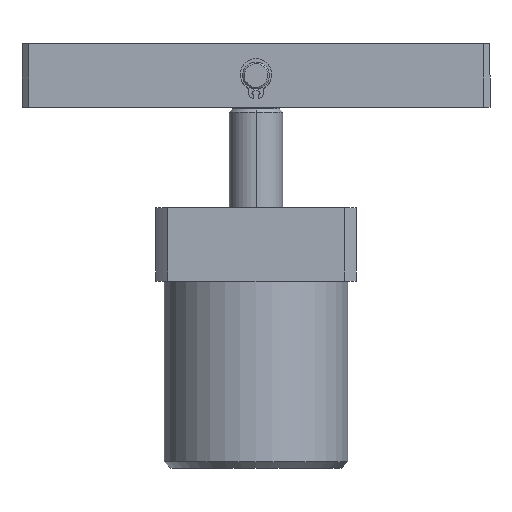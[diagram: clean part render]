
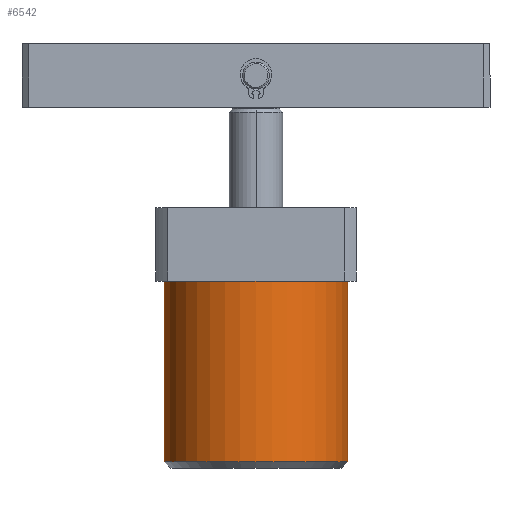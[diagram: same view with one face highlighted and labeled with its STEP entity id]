
A CAD part, front view. The second image highlights one B-rep face of the part: STEP entity #6542.
In plain terms, the highlighted cylindrical face has radius 27.5 mm (diameter 55 mm), a partial arc.
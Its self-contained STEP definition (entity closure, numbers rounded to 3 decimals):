
#167 = DIRECTION ( 'NONE',  ( 0., 0., -1. ) ) ;
#168 = CARTESIAN_POINT ( 'NONE',  ( 0., 0., 0. ) ) ;
#231 = CYLINDRICAL_SURFACE ( 'NONE', #4104, 27.5 ) ;
#239 = FACE_OUTER_BOUND ( 'NONE', #5087, .T. ) ;
#634 = VERTEX_POINT ( 'NONE', #846 ) ;
#846 = CARTESIAN_POINT ( 'NONE',  ( 27.5, 0., 0. ) ) ;
#942 = CARTESIAN_POINT ( 'NONE',  ( -27.5, 0., -56. ) ) ;
#951 = DIRECTION ( 'NONE',  ( 0., 0., 1. ) ) ;
#973 = DIRECTION ( 'NONE',  ( -1., 0., 0. ) ) ;
#974 = DIRECTION ( 'NONE',  ( 0., 0., 1. ) ) ;
#975 = CARTESIAN_POINT ( 'NONE',  ( 0., 0., -54. ) ) ;
#977 = CARTESIAN_POINT ( 'NONE',  ( 27.5, 0., -56. ) ) ;
#998 = DIRECTION ( 'NONE',  ( 0., 0., 1. ) ) ;
#1224 = CARTESIAN_POINT ( 'NONE',  ( 27.5, 0., -54. ) ) ;
#1227 = CARTESIAN_POINT ( 'NONE',  ( -27.5, 0., 0. ) ) ;
#1266 = CARTESIAN_POINT ( 'NONE',  ( -27.5, 0., -54. ) ) ;
#1326 = DIRECTION ( 'NONE',  ( 1., 0., 0. ) ) ;
#1329 = DIRECTION ( 'NONE',  ( 0., 0., 1. ) ) ;
#1330 = CARTESIAN_POINT ( 'NONE',  ( 0., 0., -56. ) ) ;
#1597 = CIRCLE ( 'NONE', #3977, 27.5 ) ;
#1681 = CIRCLE ( 'NONE', #3997, 27.5 ) ;
#2119 = VECTOR ( 'NONE', #951, 1000. ) ;
#2122 = VECTOR ( 'NONE', #998, 1000. ) ;
#2123 = LINE ( 'NONE', #942, #2119 ) ;
#2124 = LINE ( 'NONE', #977, #2122 ) ;
#2761 = EDGE_CURVE ( 'NONE', #5926, #634, #2124, .T. ) ;
#2763 = EDGE_CURVE ( 'NONE', #5890, #5924, #2123, .T. ) ;
#2776 = EDGE_CURVE ( 'NONE', #5890, #5926, #1597, .T. ) ;
#3977 = AXIS2_PLACEMENT_3D ( 'NONE', #975, #974, #973 ) ;
#3997 = AXIS2_PLACEMENT_3D ( 'NONE', #168, #167, #5381 ) ;
#4104 = AXIS2_PLACEMENT_3D ( 'NONE', #1330, #1329, #1326 ) ;
#5087 = EDGE_LOOP ( 'NONE', ( #6290, #6288, #6287, #6286 ) ) ;
#5381 = DIRECTION ( 'NONE',  ( 1., 0., 0. ) ) ;
#5890 = VERTEX_POINT ( 'NONE', #1266 ) ;
#5924 = VERTEX_POINT ( 'NONE', #1227 ) ;
#5926 = VERTEX_POINT ( 'NONE', #1224 ) ;
#5955 = EDGE_CURVE ( 'NONE', #634, #5924, #1681, .T. ) ;
#6286 = ORIENTED_EDGE ( 'NONE', *, *, #5955, .T. ) ;
#6287 = ORIENTED_EDGE ( 'NONE', *, *, #2761, .T. ) ;
#6288 = ORIENTED_EDGE ( 'NONE', *, *, #2776, .T. ) ;
#6290 = ORIENTED_EDGE ( 'NONE', *, *, #2763, .F. ) ;
#6542 = ADVANCED_FACE ( 'NONE', ( #239 ), #231, .T. ) ;
